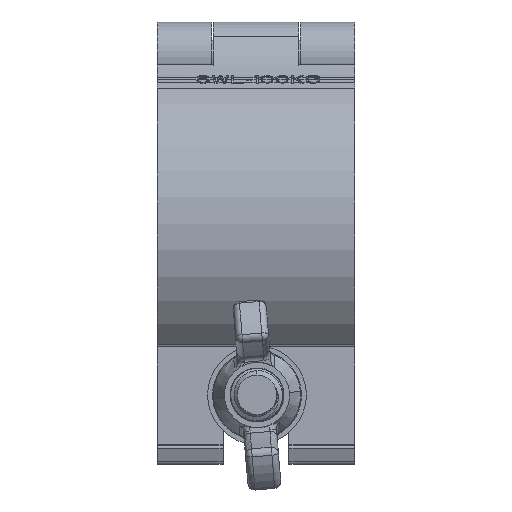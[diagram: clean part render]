
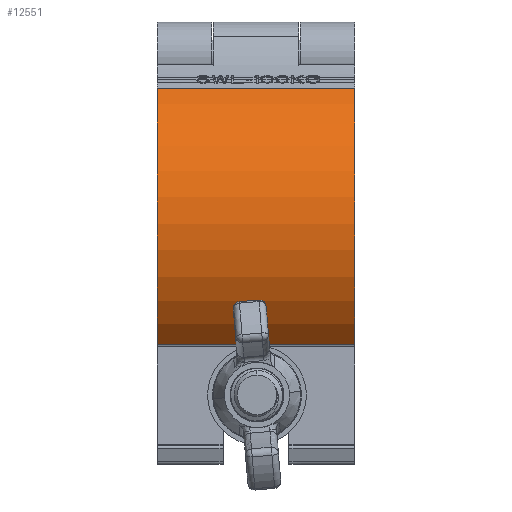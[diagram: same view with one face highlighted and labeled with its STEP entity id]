
A CAD part, top view. The second image highlights one B-rep face of the part: STEP entity #12551.
In plain terms, the highlighted cylindrical face has radius 24.9 mm (diameter 49.8 mm), a partial arc.
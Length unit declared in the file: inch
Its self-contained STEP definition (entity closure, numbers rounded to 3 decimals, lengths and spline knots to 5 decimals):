
#816=CYLINDRICAL_SURFACE('',#13752,0.98031);
#1351=FACE_OUTER_BOUND('',#2070,.T.);
#2070=EDGE_LOOP('',(#10055,#10056,#10057,#10058));
#2539=LINE('',#18228,#3546);
#3181=LINE('',#19928,#4188);
#3546=VECTOR('',#14762,1.1811);
#4188=VECTOR('',#16296,1.1811);
#4551=CIRCLE('',#13288,0.98031);
#4621=CIRCLE('',#13751,0.98031);
#4987=VERTEX_POINT('',#18170);
#4988=VERTEX_POINT('',#18171);
#5015=VERTEX_POINT('',#18226);
#5567=VERTEX_POINT('',#19924);
#6292=EDGE_CURVE('',#4987,#4988,#4551,.T.);
#6320=EDGE_CURVE('',#5015,#4988,#2539,.T.);
#7144=EDGE_CURVE('',#5567,#5015,#4621,.T.);
#7145=EDGE_CURVE('',#4987,#5567,#3181,.T.);
#10055=ORIENTED_EDGE('',*,*,#7144,.F.);
#10056=ORIENTED_EDGE('',*,*,#7145,.F.);
#10057=ORIENTED_EDGE('',*,*,#6292,.T.);
#10058=ORIENTED_EDGE('',*,*,#6320,.F.);
#12551=ADVANCED_FACE('',(#1351),#816,.T.);
#13288=AXIS2_PLACEMENT_3D('',#18172,#14714,#14715);
#13751=AXIS2_PLACEMENT_3D('',#19926,#16292,#16293);
#13752=AXIS2_PLACEMENT_3D('',#19927,#16294,#16295);
#14714=DIRECTION('center_axis',(-1.,0.,0.));
#14715=DIRECTION('ref_axis',(0.,-0.722,0.692));
#14762=DIRECTION('',(1.,0.,0.));
#16292=DIRECTION('center_axis',(-1.,0.,0.));
#16293=DIRECTION('ref_axis',(0.,-0.722,0.692));
#16294=DIRECTION('center_axis',(-1.,0.,0.));
#16295=DIRECTION('ref_axis',(0.,-1.,0.));
#16296=DIRECTION('',(-1.,0.,0.));
#18170=CARTESIAN_POINT('',(2.60614,-2.16406,2.96869));
#18171=CARTESIAN_POINT('',(2.60614,-0.63226,2.82191));
#18172=CARTESIAN_POINT('Origin',(2.60614,-1.4561,2.29059));
#18226=CARTESIAN_POINT('',(1.42504,-0.63226,2.82191));
#18228=CARTESIAN_POINT('',(1.42504,-0.63226,2.82191));
#19924=CARTESIAN_POINT('',(1.42504,-2.16406,2.96869));
#19926=CARTESIAN_POINT('Origin',(1.42504,-1.4561,2.29059));
#19927=CARTESIAN_POINT('Origin',(2.60614,-1.4561,2.29059));
#19928=CARTESIAN_POINT('',(2.60614,-2.16406,2.96869));
